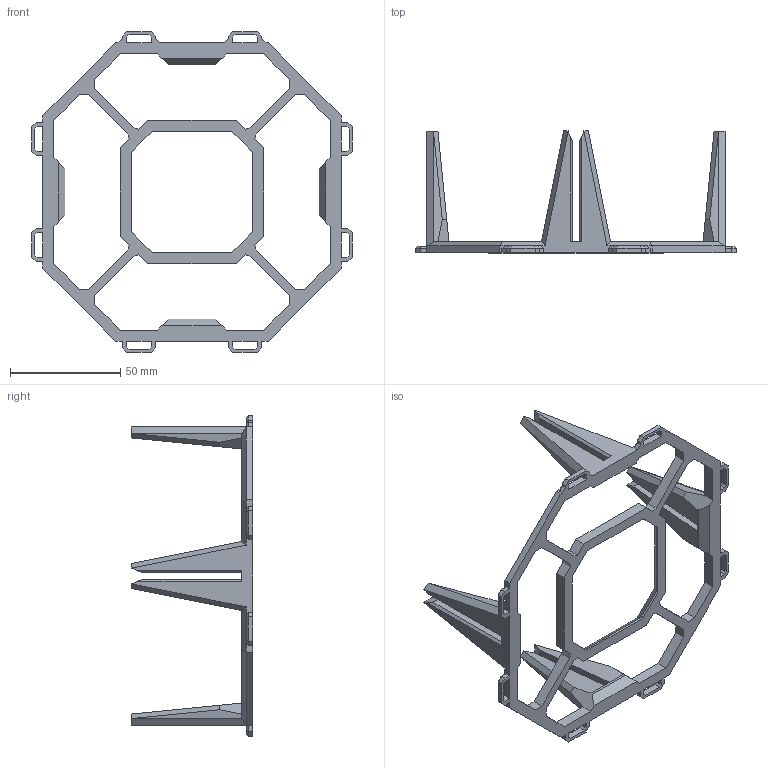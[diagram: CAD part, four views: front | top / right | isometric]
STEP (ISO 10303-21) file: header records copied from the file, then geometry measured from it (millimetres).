
FILE_DESCRIPTION(/* description */ (''),/* implementation_level */ '2;1');
FILE_NAME(/* name */ 'Fin_stabilizer v7.step',/* time_stamp */ '2022-10-05T09:43:35+02:00',/* author */ (''),/* organization */ (''),/* preprocessor_version */ 'ST-DEVELOPER v19',/* originating_system */ 'Autodesk Translation Framework v11.7.0.108',/* authorisation */ '');
FILE_SCHEMA (('AUTOMOTIVE_DESIGN { 1 0 10303 214 3 1 1 }'));
Length unit declared in the file: millimetre
Products named in the file (1): Fin_stabilizer
Bounding box: 145 x 55 x 145 mm (x, y, z)
Volume: 45492.7 mm3; surface area: 27443.5 mm2
Topology: 1 solids, 1 shells, 326 faces, 900 edges, 564 vertices
Faces by surface type: plane 326
Entity records: 10105 total; most frequent: ORIENTED_EDGE 1800, CARTESIAN_POINT 1791, DIRECTION 1554, LINE 900, VECTOR 900, EDGE_CURVE 900, VERTEX_POINT 564, EDGE_LOOP 340
